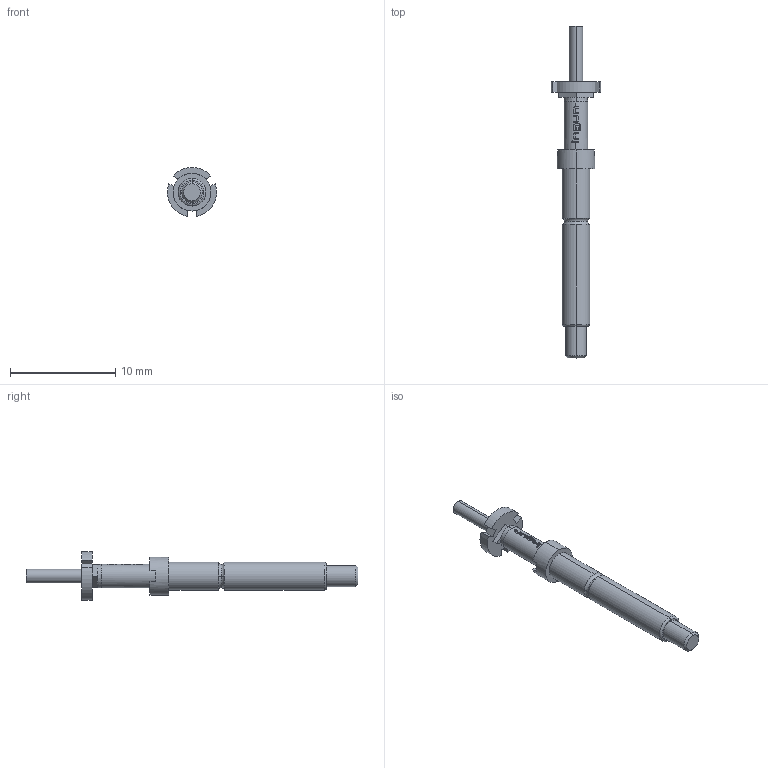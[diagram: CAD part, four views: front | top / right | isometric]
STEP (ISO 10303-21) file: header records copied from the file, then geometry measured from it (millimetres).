
FILE_DESCRIPTION (( 'STEP AP203' ), '1' );
FILE_NAME ('INGUN_T-888_302_130_530_470Axx02M.STEP', '2020-08-25T10:12:36', ( '' ), ( '' ), 'SwSTEP 2.0', 'SolidWorks 2018', '' );
FILE_SCHEMA (( 'CONFIG_CONTROL_DESIGN' ));
Length unit declared in the file: millimetre
Products named in the file (1): INGUN_T-888_302_130_530_470Axx02M
Bounding box: 4.7 x 31.6 x 4.66 mm (x, y, z)
Volume: 153.1 mm3; surface area: 290.2 mm2
Topology: 1 solids, 1 shells, 128 faces, 351 edges, 230 vertices
Faces by surface type: plane 69, cylinder 25, bspline 24, torus 6, cone 4
Entity records: 5093 total; most frequent: CARTESIAN_POINT 2187, ORIENTED_EDGE 702, DIRECTION 417, EDGE_CURVE 351, VERTEX_POINT 230, B_SPLINE_CURVE_WITH_KNOTS 204, AXIS2_PLACEMENT_3D 165, EDGE_LOOP 133
